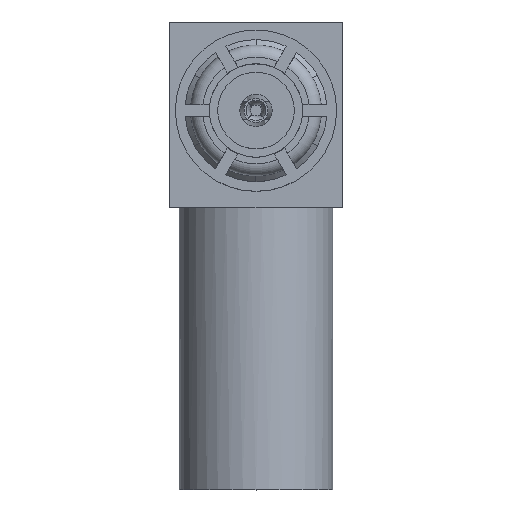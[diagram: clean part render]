
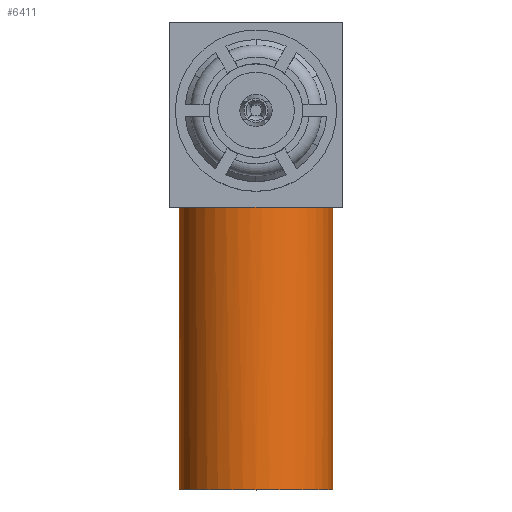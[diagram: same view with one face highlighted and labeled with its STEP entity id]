
A CAD part, top view. The second image highlights one B-rep face of the part: STEP entity #6411.
In plain terms, the highlighted cylindrical face has radius 1.9 mm (diameter 3.8 mm), a partial arc.
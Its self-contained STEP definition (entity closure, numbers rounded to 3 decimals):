
#21 = CARTESIAN_POINT ( 'NONE',  ( -0.74, -2.4, -3.4 ) ) ;
#25 = AXIS2_PLACEMENT_3D ( 'NONE', #6098, #2766, #6646 ) ;
#103 = CARTESIAN_POINT ( 'NONE',  ( 0., -2.006, -5.15 ) ) ;
#291 = AXIS2_PLACEMENT_3D ( 'NONE', #3926, #3236, #3843 ) ;
#355 = EDGE_CURVE ( 'NONE', #4656, #6909, #3689, .T. ) ;
#654 = CIRCLE ( 'NONE', #4528, 1.9 ) ;
#721 = CARTESIAN_POINT ( 'NONE',  ( 0., -2.4, -5.15 ) ) ;
#1095 = ORIENTED_EDGE ( 'NONE', *, *, #355, .F. ) ;
#1118 = VERTEX_POINT ( 'NONE', #4360 ) ;
#1121 = CARTESIAN_POINT ( 'NONE',  ( 1.9, -2.006, -5.15 ) ) ;
#1205 = DIRECTION ( 'NONE',  ( 0., 1., 0. ) ) ;
#1283 = DIRECTION ( 'NONE',  ( -1., 0., 0. ) ) ;
#1434 = EDGE_CURVE ( 'NONE', #1741, #2017, #4711, .T. ) ;
#1530 = ORIENTED_EDGE ( 'NONE', *, *, #4465, .F. ) ;
#1599 = EDGE_LOOP ( 'NONE', ( #3157, #3317, #1530, #4292, #1095, #7105 ) ) ;
#1708 = LINE ( 'NONE', #1816, #5951 ) ;
#1741 = VERTEX_POINT ( 'NONE', #2281 ) ;
#1816 = CARTESIAN_POINT ( 'NONE',  ( -1.9, -2.006, -5.15 ) ) ;
#1987 = DIRECTION ( 'NONE',  ( 0., 1., 0. ) ) ;
#2017 = VERTEX_POINT ( 'NONE', #4651 ) ;
#2281 = CARTESIAN_POINT ( 'NONE',  ( -1.9, -9.4, -5.15 ) ) ;
#2766 = DIRECTION ( 'NONE',  ( 0., 1., 0. ) ) ;
#2881 = AXIS2_PLACEMENT_3D ( 'NONE', #4749, #1987, #5295 ) ;
#2945 = CARTESIAN_POINT ( 'NONE',  ( -1.9, -2.4, -5.15 ) ) ;
#2978 = CYLINDRICAL_SURFACE ( 'NONE', #6046, 1.9 ) ;
#3133 = CIRCLE ( 'NONE', #25, 1.9 ) ;
#3157 = ORIENTED_EDGE ( 'NONE', *, *, #1434, .T. ) ;
#3236 = DIRECTION ( 'NONE',  ( 0., 1., 0. ) ) ;
#3306 = DIRECTION ( 'NONE',  ( 0., 1., 0. ) ) ;
#3317 = ORIENTED_EDGE ( 'NONE', *, *, #4953, .T. ) ;
#3638 = LINE ( 'NONE', #1121, #3835 ) ;
#3689 = CIRCLE ( 'NONE', #2881, 1.9 ) ;
#3835 = VECTOR ( 'NONE', #3306, 1000. ) ;
#3843 = DIRECTION ( 'NONE',  ( -1., 0., 0. ) ) ;
#3926 = CARTESIAN_POINT ( 'NONE',  ( 0., -9.4, -5.15 ) ) ;
#4012 = DIRECTION ( 'NONE',  ( -1., 0., 0. ) ) ;
#4068 = EDGE_CURVE ( 'NONE', #6909, #1118, #654, .T. ) ;
#4292 = ORIENTED_EDGE ( 'NONE', *, *, #4068, .F. ) ;
#4360 = CARTESIAN_POINT ( 'NONE',  ( 0.74, -2.4, -3.4 ) ) ;
#4465 = EDGE_CURVE ( 'NONE', #1118, #7039, #3133, .T. ) ;
#4528 = AXIS2_PLACEMENT_3D ( 'NONE', #721, #4601, #1283 ) ;
#4601 = DIRECTION ( 'NONE',  ( 0., 1., 0. ) ) ;
#4651 = CARTESIAN_POINT ( 'NONE',  ( 1.9, -9.4, -5.15 ) ) ;
#4656 = VERTEX_POINT ( 'NONE', #2945 ) ;
#4711 = CIRCLE ( 'NONE', #291, 1.9 ) ;
#4749 = CARTESIAN_POINT ( 'NONE',  ( 0., -2.4, -5.15 ) ) ;
#4953 = EDGE_CURVE ( 'NONE', #2017, #7039, #3638, .T. ) ;
#5295 = DIRECTION ( 'NONE',  ( -1., 0., 0. ) ) ;
#5665 = DIRECTION ( 'NONE',  ( 0., 1., 0. ) ) ;
#5729 = CARTESIAN_POINT ( 'NONE',  ( 1.9, -2.4, -5.15 ) ) ;
#5951 = VECTOR ( 'NONE', #5665, 1000. ) ;
#6046 = AXIS2_PLACEMENT_3D ( 'NONE', #103, #1205, #4012 ) ;
#6098 = CARTESIAN_POINT ( 'NONE',  ( 0., -2.4, -5.15 ) ) ;
#6411 = ADVANCED_FACE ( 'NONE', ( #6456 ), #2978, .T. ) ;
#6413 = EDGE_CURVE ( 'NONE', #1741, #4656, #1708, .T. ) ;
#6456 = FACE_OUTER_BOUND ( 'NONE', #1599, .T. ) ;
#6646 = DIRECTION ( 'NONE',  ( -1., 0., 0. ) ) ;
#6909 = VERTEX_POINT ( 'NONE', #21 ) ;
#7039 = VERTEX_POINT ( 'NONE', #5729 ) ;
#7105 = ORIENTED_EDGE ( 'NONE', *, *, #6413, .F. ) ;
